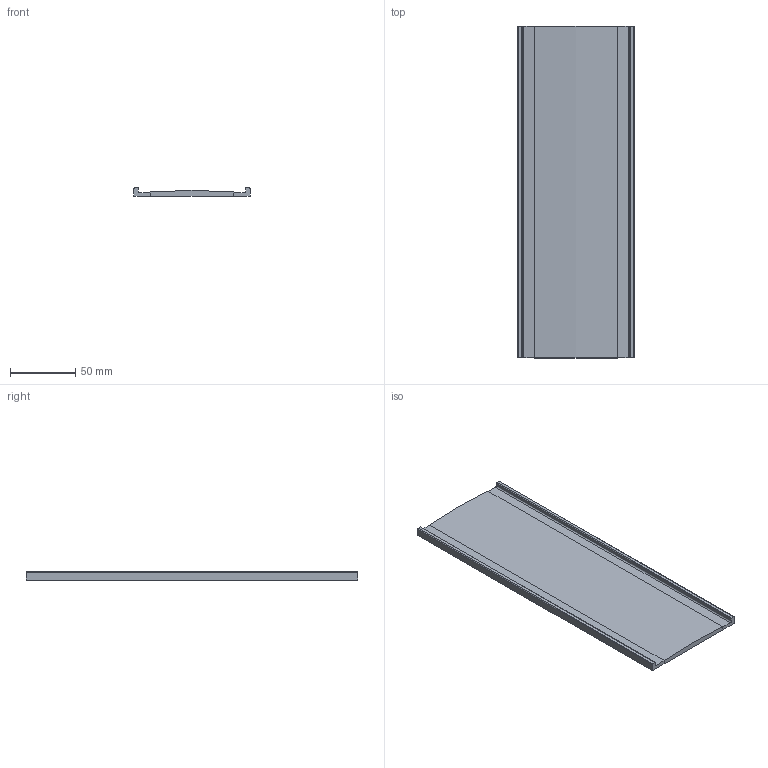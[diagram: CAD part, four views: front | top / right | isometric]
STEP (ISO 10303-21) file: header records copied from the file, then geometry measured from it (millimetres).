
FILE_DESCRIPTION(/* description */ (''),/* implementation_level */ '2;1');
FILE_NAME(/* name */ 'single lane road with curb',/* time_stamp */ '2024-12-29T14:29:46-05:00',/* author */ (''),/* organization */ (''),/* preprocessor_version */ 'ST-DEVELOPER v19.2',/* originating_system */ 'Rhino 8.14',/* authorisation */ '');
FILE_SCHEMA (('CONFIG_CONTROL_DESIGN'));
Length unit declared in the file: inch
Products named in the file (1): Document
Bounding box: 88.87 x 254 x 6.31 mm (x, y, z)
Volume: 89291.3 mm3; surface area: 53688.4 mm2
Topology: 3 solids, 3 shells, 28 faces, 66 edges, 44 vertices
Faces by surface type: plane 21, cylinder 7
Entity records: 842 total; most frequent: CARTESIAN_POINT 224, ORIENTED_EDGE 132, EDGE_CURVE 66, DIRECTION 56, B_SPLINE_CURVE_WITH_KNOTS 50, VERTEX_POINT 44, AXIS2_PLACEMENT_3D 42, ADVANCED_FACE 28
